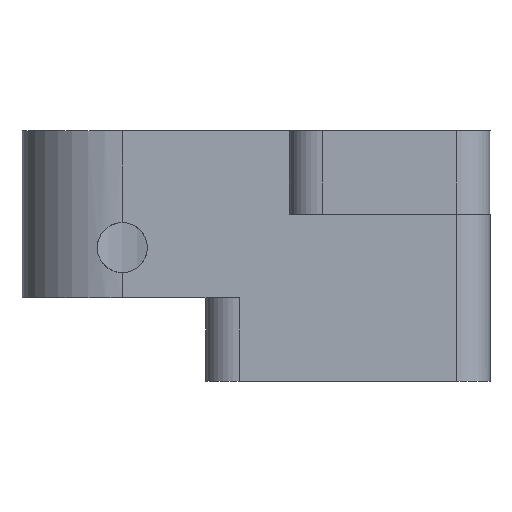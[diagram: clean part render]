
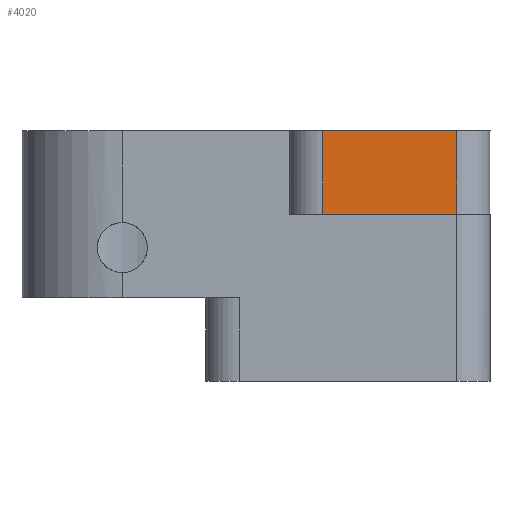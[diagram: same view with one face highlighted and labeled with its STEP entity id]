
A CAD part, left-side view. The second image highlights one B-rep face of the part: STEP entity #4020.
In plain terms, the highlighted planar face has unit normal (-1, 0, 0).
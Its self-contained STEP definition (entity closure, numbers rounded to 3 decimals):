
#165 = PLANE('',#166);
#166 = AXIS2_PLACEMENT_3D('',#167,#168,#169);
#167 = CARTESIAN_POINT('',(0.,-22.,9.));
#168 = DIRECTION('',(0.,0.,-1.));
#169 = DIRECTION('',(-1.,0.,-0.));
#1802 = PLANE('',#1803);
#1803 = AXIS2_PLACEMENT_3D('',#1804,#1805,#1806);
#1804 = CARTESIAN_POINT('',(0.,-10.,4.));
#1805 = DIRECTION('',(0.,0.,-1.));
#1806 = DIRECTION('',(-1.,0.,0.));
#3646 = CYLINDRICAL_SURFACE('',#3647,2.);
#3647 = AXIS2_PLACEMENT_3D('',#3648,#3649,#3650);
#3648 = CARTESIAN_POINT('',(-43.,-12.,9.));
#3649 = DIRECTION('',(-0.,-0.,-1.));
#3650 = DIRECTION('',(0.,1.,0.));
#3729 = VERTEX_POINT('',#3730);
#3730 = CARTESIAN_POINT('',(-45.,-20.,4.));
#3745 = CYLINDRICAL_SURFACE('',#3746,2.);
#3746 = AXIS2_PLACEMENT_3D('',#3747,#3748,#3749);
#3747 = CARTESIAN_POINT('',(-43.,-20.,9.));
#3748 = DIRECTION('',(-0.,-0.,-1.));
#3749 = DIRECTION('',(0.,-1.,0.));
#3757 = EDGE_CURVE('',#3758,#3729,#3760,.T.);
#3758 = VERTEX_POINT('',#3759);
#3759 = CARTESIAN_POINT('',(-45.,-12.,4.));
#3760 = SURFACE_CURVE('',#3761,(#3765,#3772),.PCURVE_S1.);
#3761 = LINE('',#3762,#3763);
#3762 = CARTESIAN_POINT('',(-45.,-10.,4.));
#3763 = VECTOR('',#3764,1.);
#3764 = DIRECTION('',(0.,-1.,0.));
#3765 = PCURVE('',#1802,#3766);
#3766 = DEFINITIONAL_REPRESENTATION('',(#3767),#3771);
#3767 = LINE('',#3768,#3769);
#3768 = CARTESIAN_POINT('',(45.,0.));
#3769 = VECTOR('',#3770,1.);
#3770 = DIRECTION('',(0.,-1.));
#3771 = ( GEOMETRIC_REPRESENTATION_CONTEXT(2) 
PARAMETRIC_REPRESENTATION_CONTEXT() REPRESENTATION_CONTEXT('2D SPACE',''
  ) );
#3772 = PCURVE('',#3773,#3778);
#3773 = PLANE('',#3774);
#3774 = AXIS2_PLACEMENT_3D('',#3775,#3776,#3777);
#3775 = CARTESIAN_POINT('',(-45.,-10.,9.));
#3776 = DIRECTION('',(-1.,0.,0.));
#3777 = DIRECTION('',(0.,-1.,0.));
#3778 = DEFINITIONAL_REPRESENTATION('',(#3779),#3783);
#3779 = LINE('',#3780,#3781);
#3780 = CARTESIAN_POINT('',(0.,-5.));
#3781 = VECTOR('',#3782,1.);
#3782 = DIRECTION('',(1.,0.));
#3783 = ( GEOMETRIC_REPRESENTATION_CONTEXT(2) 
PARAMETRIC_REPRESENTATION_CONTEXT() REPRESENTATION_CONTEXT('2D SPACE',''
  ) );
#3971 = VERTEX_POINT('',#3972);
#3972 = CARTESIAN_POINT('',(-45.,-12.,9.));
#3998 = EDGE_CURVE('',#3971,#3758,#3999,.T.);
#3999 = SURFACE_CURVE('',#4000,(#4004,#4011),.PCURVE_S1.);
#4000 = LINE('',#4001,#4002);
#4001 = CARTESIAN_POINT('',(-45.,-12.,9.));
#4002 = VECTOR('',#4003,1.);
#4003 = DIRECTION('',(-0.,-0.,-1.));
#4004 = PCURVE('',#3646,#4005);
#4005 = DEFINITIONAL_REPRESENTATION('',(#4006),#4010);
#4006 = LINE('',#4007,#4008);
#4007 = CARTESIAN_POINT('',(-1.571,0.));
#4008 = VECTOR('',#4009,1.);
#4009 = DIRECTION('',(-0.,1.));
#4010 = ( GEOMETRIC_REPRESENTATION_CONTEXT(2) 
PARAMETRIC_REPRESENTATION_CONTEXT() REPRESENTATION_CONTEXT('2D SPACE',''
  ) );
#4011 = PCURVE('',#3773,#4012);
#4012 = DEFINITIONAL_REPRESENTATION('',(#4013),#4017);
#4013 = LINE('',#4014,#4015);
#4014 = CARTESIAN_POINT('',(2.,0.));
#4015 = VECTOR('',#4016,1.);
#4016 = DIRECTION('',(0.,-1.));
#4017 = ( GEOMETRIC_REPRESENTATION_CONTEXT(2) 
PARAMETRIC_REPRESENTATION_CONTEXT() REPRESENTATION_CONTEXT('2D SPACE',''
  ) );
#4020 = ADVANCED_FACE('',(#4021),#3773,.T.);
#4021 = FACE_BOUND('',#4022,.T.);
#4022 = EDGE_LOOP('',(#4023,#4046,#4047,#4048));
#4023 = ORIENTED_EDGE('',*,*,#4024,.F.);
#4024 = EDGE_CURVE('',#3971,#4025,#4027,.T.);
#4025 = VERTEX_POINT('',#4026);
#4026 = CARTESIAN_POINT('',(-45.,-20.,9.));
#4027 = SURFACE_CURVE('',#4028,(#4032,#4039),.PCURVE_S1.);
#4028 = LINE('',#4029,#4030);
#4029 = CARTESIAN_POINT('',(-45.,-10.,9.));
#4030 = VECTOR('',#4031,1.);
#4031 = DIRECTION('',(0.,-1.,0.));
#4032 = PCURVE('',#3773,#4033);
#4033 = DEFINITIONAL_REPRESENTATION('',(#4034),#4038);
#4034 = LINE('',#4035,#4036);
#4035 = CARTESIAN_POINT('',(0.,0.));
#4036 = VECTOR('',#4037,1.);
#4037 = DIRECTION('',(1.,0.));
#4038 = ( GEOMETRIC_REPRESENTATION_CONTEXT(2) 
PARAMETRIC_REPRESENTATION_CONTEXT() REPRESENTATION_CONTEXT('2D SPACE',''
  ) );
#4039 = PCURVE('',#165,#4040);
#4040 = DEFINITIONAL_REPRESENTATION('',(#4041),#4045);
#4041 = LINE('',#4042,#4043);
#4042 = CARTESIAN_POINT('',(45.,12.));
#4043 = VECTOR('',#4044,1.);
#4044 = DIRECTION('',(0.,-1.));
#4045 = ( GEOMETRIC_REPRESENTATION_CONTEXT(2) 
PARAMETRIC_REPRESENTATION_CONTEXT() REPRESENTATION_CONTEXT('2D SPACE',''
  ) );
#4046 = ORIENTED_EDGE('',*,*,#3998,.T.);
#4047 = ORIENTED_EDGE('',*,*,#3757,.T.);
#4048 = ORIENTED_EDGE('',*,*,#4049,.F.);
#4049 = EDGE_CURVE('',#4025,#3729,#4050,.T.);
#4050 = SURFACE_CURVE('',#4051,(#4055,#4062),.PCURVE_S1.);
#4051 = LINE('',#4052,#4053);
#4052 = CARTESIAN_POINT('',(-45.,-20.,9.));
#4053 = VECTOR('',#4054,1.);
#4054 = DIRECTION('',(-0.,-0.,-1.));
#4055 = PCURVE('',#3773,#4056);
#4056 = DEFINITIONAL_REPRESENTATION('',(#4057),#4061);
#4057 = LINE('',#4058,#4059);
#4058 = CARTESIAN_POINT('',(10.,0.));
#4059 = VECTOR('',#4060,1.);
#4060 = DIRECTION('',(0.,-1.));
#4061 = ( GEOMETRIC_REPRESENTATION_CONTEXT(2) 
PARAMETRIC_REPRESENTATION_CONTEXT() REPRESENTATION_CONTEXT('2D SPACE',''
  ) );
#4062 = PCURVE('',#3745,#4063);
#4063 = DEFINITIONAL_REPRESENTATION('',(#4064),#4068);
#4064 = LINE('',#4065,#4066);
#4065 = CARTESIAN_POINT('',(1.571,0.));
#4066 = VECTOR('',#4067,1.);
#4067 = DIRECTION('',(0.,1.));
#4068 = ( GEOMETRIC_REPRESENTATION_CONTEXT(2) 
PARAMETRIC_REPRESENTATION_CONTEXT() REPRESENTATION_CONTEXT('2D SPACE',''
  ) );
